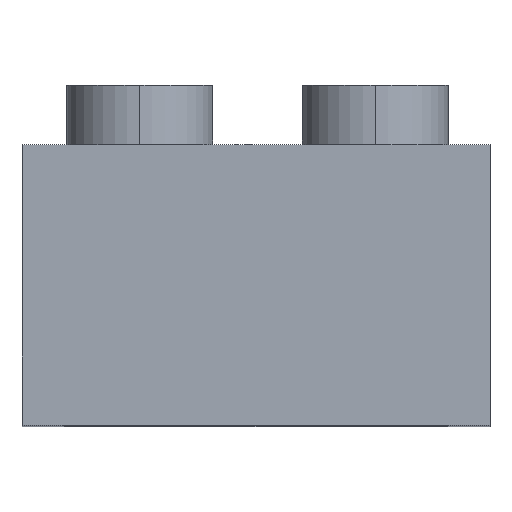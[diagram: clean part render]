
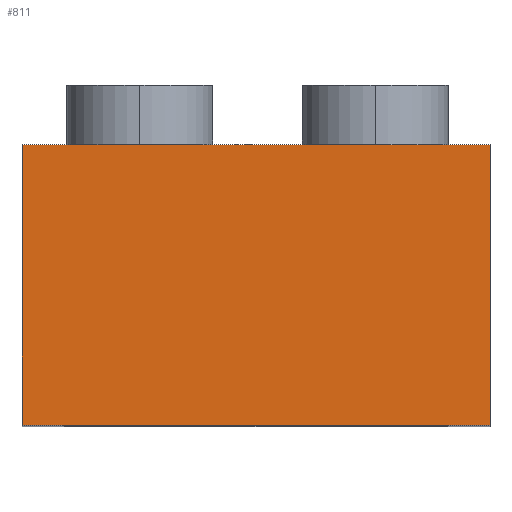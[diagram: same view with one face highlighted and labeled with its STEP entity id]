
A CAD part, top view. The second image highlights one B-rep face of the part: STEP entity #811.
In plain terms, the highlighted planar face has unit normal (0, 0, 1).
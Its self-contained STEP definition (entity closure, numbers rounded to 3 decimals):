
#71 = LINE ( 'NONE', #303, #279 ) ;
#73 = EDGE_CURVE ( 'NONE', #1132, #788, #294, .T. ) ;
#106 = AXIS2_PLACEMENT_3D ( 'NONE', #1016, #797, #928 ) ;
#136 = EDGE_LOOP ( 'NONE', ( #919, #138, #1010, #835 ) ) ;
#138 = ORIENTED_EDGE ( 'NONE', *, *, #1340, .F. ) ;
#146 = CARTESIAN_POINT ( 'NONE',  ( 0., 4.7, 0. ) ) ;
#201 = DIRECTION ( 'NONE',  ( 0., -1., 0. ) ) ;
#226 = FACE_OUTER_BOUND ( 'NONE', #136, .T. ) ;
#279 = VECTOR ( 'NONE', #1304, 1000. ) ;
#294 = LINE ( 'NONE', #146, #814 ) ;
#295 = CARTESIAN_POINT ( 'NONE',  ( 0., -4.7, 0. ) ) ;
#303 = CARTESIAN_POINT ( 'NONE',  ( 0., -4.7, 0. ) ) ;
#373 = VECTOR ( 'NONE', #201, 1000. ) ;
#451 = CARTESIAN_POINT ( 'NONE',  ( 15.7, 4.7, 0. ) ) ;
#487 = VERTEX_POINT ( 'NONE', #295 ) ;
#600 = CARTESIAN_POINT ( 'NONE',  ( 15.7, -4.7, 0. ) ) ;
#720 = EDGE_CURVE ( 'NONE', #1132, #487, #771, .T. ) ;
#740 = EDGE_CURVE ( 'NONE', #487, #1401, #71, .T. ) ;
#752 = DIRECTION ( 'NONE',  ( 1., 0., 0. ) ) ;
#771 = LINE ( 'NONE', #1000, #373 ) ;
#788 = VERTEX_POINT ( 'NONE', #451 ) ;
#797 = DIRECTION ( 'NONE',  ( 0., 0., -1. ) ) ;
#802 = DIRECTION ( 'NONE',  ( 0., -1., 0. ) ) ;
#809 = CARTESIAN_POINT ( 'NONE',  ( 15.7, 4.7, 0. ) ) ;
#811 = ADVANCED_FACE ( 'NONE', ( #226 ), #1355, .F. ) ;
#814 = VECTOR ( 'NONE', #752, 1000. ) ;
#835 = ORIENTED_EDGE ( 'NONE', *, *, #720, .T. ) ;
#848 = CARTESIAN_POINT ( 'NONE',  ( 0., 4.7, 0. ) ) ;
#881 = LINE ( 'NONE', #809, #1359 ) ;
#919 = ORIENTED_EDGE ( 'NONE', *, *, #740, .T. ) ;
#928 = DIRECTION ( 'NONE',  ( -1., 0., 0. ) ) ;
#1000 = CARTESIAN_POINT ( 'NONE',  ( 0., 4.7, 0. ) ) ;
#1010 = ORIENTED_EDGE ( 'NONE', *, *, #73, .F. ) ;
#1016 = CARTESIAN_POINT ( 'NONE',  ( 0., 4.7, 0. ) ) ;
#1132 = VERTEX_POINT ( 'NONE', #848 ) ;
#1304 = DIRECTION ( 'NONE',  ( 1., 0., 0. ) ) ;
#1340 = EDGE_CURVE ( 'NONE', #788, #1401, #881, .T. ) ;
#1355 = PLANE ( 'NONE',  #106 ) ;
#1359 = VECTOR ( 'NONE', #802, 1000. ) ;
#1401 = VERTEX_POINT ( 'NONE', #600 ) ;
